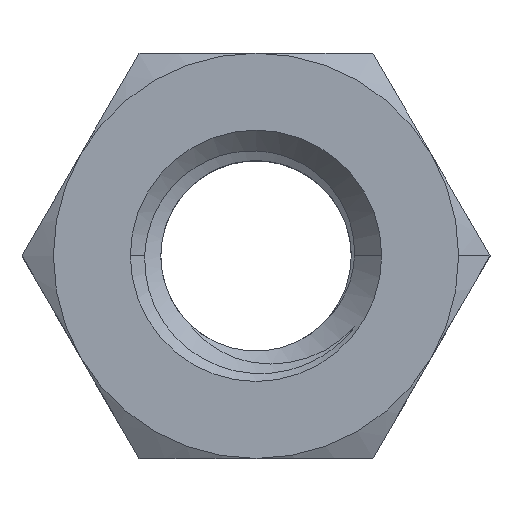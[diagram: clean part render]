
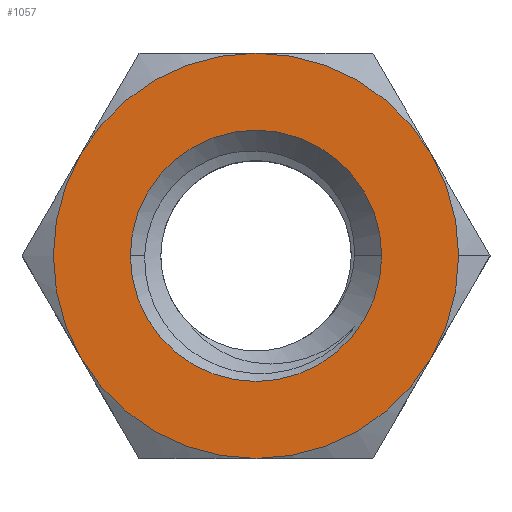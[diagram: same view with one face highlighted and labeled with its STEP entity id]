
A CAD part, top view. The second image highlights one B-rep face of the part: STEP entity #1057.
In plain terms, the highlighted planar face has unit normal (0, 0, 1).
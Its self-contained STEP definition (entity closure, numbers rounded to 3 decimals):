
#51=VERTEX_POINT('NONE',#52);
#52=CARTESIAN_POINT('',(-3.1,0.,5.0));
#58=EDGE_CURVE('NONE',#51,#59,#61,.F.);
#59=VERTEX_POINT('NONE',#60);
#60=CARTESIAN_POINT('',(3.1,0.0,5.0));
#61=CIRCLE('',#62,3.1);
#62=AXIS2_PLACEMENT_3D('',#63,#64,#65);
#63=CARTESIAN_POINT('',(0.0,0.0,5.0));
#64=DIRECTION('',(0.0,0.0,-1.0));
#65=DIRECTION('',(1.0,0.0,0.0));
#230=EDGE_CURVE('NONE',#231,#233,#235,.F.);
#231=VERTEX_POINT('NONE',#232);
#232=CARTESIAN_POINT('',(4.33,2.5,5.0));
#233=VERTEX_POINT('NONE',#234);
#234=CARTESIAN_POINT('',(5.0,0.0,5.0));
#235=CIRCLE('',#236,5.0);
#236=AXIS2_PLACEMENT_3D('',#237,#238,#239);
#237=CARTESIAN_POINT('',(0.0,0.0,5.0));
#238=DIRECTION('',(0.0,0.0,1.0));
#239=DIRECTION('',(1.0,0.0,0.0));
#643=VERTEX_POINT('NONE',#644);
#644=CARTESIAN_POINT('',(4.33,-2.5,5.0));
#764=VERTEX_POINT('NONE',#765);
#765=CARTESIAN_POINT('',(0.0,5.0,5.0));
#811=VERTEX_POINT('NONE',#812);
#812=CARTESIAN_POINT('',(-4.33,2.5,5.0));
#870=VERTEX_POINT('NONE',#871);
#871=CARTESIAN_POINT('',(-4.33,-2.5,5.0));
#922=VERTEX_POINT('NONE',#923);
#923=CARTESIAN_POINT('',(0.,-5.0,5.0));
#960=EDGE_CURVE('NONE',#233,#643,#961,.F.);
#961=CIRCLE('',#962,5.0);
#962=AXIS2_PLACEMENT_3D('',#963,#964,#965);
#963=CARTESIAN_POINT('',(0.0,0.0,5.0));
#964=DIRECTION('',(0.0,0.0,1.0));
#965=DIRECTION('',(1.0,0.0,0.0));
#977=EDGE_CURVE('NONE',#643,#922,#978,.F.);
#978=CIRCLE('',#979,5.0);
#979=AXIS2_PLACEMENT_3D('',#980,#981,#982);
#980=CARTESIAN_POINT('',(0.0,0.0,5.0));
#981=DIRECTION('',(0.0,0.0,1.0));
#982=DIRECTION('',(1.0,0.0,0.0));
#995=EDGE_CURVE('NONE',#922,#870,#996,.F.);
#996=CIRCLE('',#997,5.0);
#997=AXIS2_PLACEMENT_3D('',#998,#999,#1000);
#998=CARTESIAN_POINT('',(0.0,0.0,5.0));
#999=DIRECTION('',(0.0,0.0,1.0));
#1000=DIRECTION('',(1.0,0.0,0.0));
#1012=EDGE_CURVE('NONE',#870,#811,#1013,.F.);
#1013=CIRCLE('',#1014,5.0);
#1014=AXIS2_PLACEMENT_3D('',#1015,#1016,#1017);
#1015=CARTESIAN_POINT('',(0.0,0.0,5.0));
#1016=DIRECTION('',(0.0,0.0,1.0));
#1017=DIRECTION('',(1.0,0.0,0.0));
#1029=EDGE_CURVE('NONE',#811,#764,#1030,.F.);
#1030=CIRCLE('',#1031,5.0);
#1031=AXIS2_PLACEMENT_3D('',#1032,#1033,#1034);
#1032=CARTESIAN_POINT('',(0.0,0.0,5.0));
#1033=DIRECTION('',(0.0,0.0,1.0));
#1034=DIRECTION('',(1.0,0.0,0.0));
#1046=EDGE_CURVE('NONE',#764,#231,#1047,.F.);
#1047=CIRCLE('',#1048,5.0);
#1048=AXIS2_PLACEMENT_3D('',#1049,#1050,#1051);
#1049=CARTESIAN_POINT('',(0.0,0.0,5.0));
#1050=DIRECTION('',(0.0,0.0,1.0));
#1051=DIRECTION('',(1.0,0.0,0.0));
#1057=ADVANCED_FACE('NONE',(#1058,#1068),#1077,.T.);
#1058=FACE_BOUND('NONE',#1059,.T.);
#1059=EDGE_LOOP('',(#1060,#1061));
#1060=ORIENTED_EDGE('',*,*,#58,.F.);
#1061=ORIENTED_EDGE('',*,*,#1062,.T.);
#1062=EDGE_CURVE('NONE',#51,#59,#1063,.T.);
#1063=CIRCLE('',#1064,3.1);
#1064=AXIS2_PLACEMENT_3D('',#1065,#1066,#1067);
#1065=CARTESIAN_POINT('',(0.0,0.0,5.0));
#1066=DIRECTION('',(0.0,0.0,-1.0));
#1067=DIRECTION('',(1.0,0.0,0.0));
#1068=FACE_BOUND('NONE',#1069,.T.);
#1069=EDGE_LOOP('',(#1070,#1071,#1072,#1073,#1074,#1075,#1076));
#1070=ORIENTED_EDGE('',*,*,#960,.F.);
#1071=ORIENTED_EDGE('',*,*,#230,.F.);
#1072=ORIENTED_EDGE('',*,*,#1046,.F.);
#1073=ORIENTED_EDGE('',*,*,#1029,.F.);
#1074=ORIENTED_EDGE('',*,*,#1012,.F.);
#1075=ORIENTED_EDGE('',*,*,#995,.F.);
#1076=ORIENTED_EDGE('',*,*,#977,.F.);
#1077=PLANE('',#1078);
#1078=AXIS2_PLACEMENT_3D('',#1079,#1080,#1081);
#1079=CARTESIAN_POINT('',(0.0,0.0,5.0));
#1080=DIRECTION('',(0.0,0.0,1.0));
#1081=DIRECTION('',(1.0,0.0,0.0));
